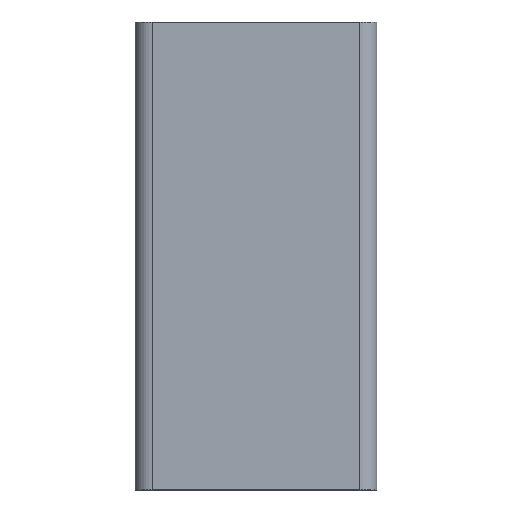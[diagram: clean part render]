
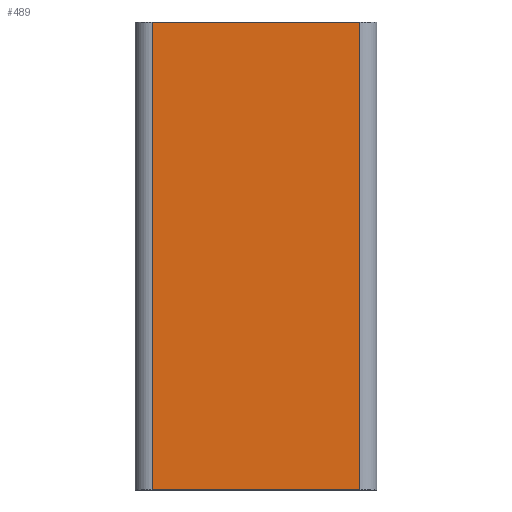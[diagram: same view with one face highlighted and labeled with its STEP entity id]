
A CAD part, top view. The second image highlights one B-rep face of the part: STEP entity #489.
In plain terms, the highlighted planar face has unit normal (0, 0, 1).
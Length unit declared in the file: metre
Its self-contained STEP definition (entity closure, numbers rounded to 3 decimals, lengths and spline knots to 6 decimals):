
#39=ORIENTED_EDGE('',*,*,#183,.T.);
#40=ORIENTED_EDGE('',*,*,#184,.T.);
#41=ORIENTED_EDGE('',*,*,#185,.F.);
#42=ORIENTED_EDGE('',*,*,#186,.T.);
#183=EDGE_CURVE('',#255,#256,#303,.T.);
#184=EDGE_CURVE('',#256,#257,#304,.T.);
#185=EDGE_CURVE('',#258,#257,#305,.T.);
#186=EDGE_CURVE('',#258,#255,#306,.F.);
#255=VERTEX_POINT('',#723);
#256=VERTEX_POINT('',#724);
#257=VERTEX_POINT('',#726);
#258=VERTEX_POINT('',#728);
#303=LINE('',#722,#357);
#304=LINE('',#725,#358);
#305=LINE('',#727,#359);
#306=LINE('',#729,#360);
#357=VECTOR('',#578,1.);
#358=VECTOR('',#579,1.);
#359=VECTOR('',#580,1.);
#360=VECTOR('',#581,1.);
#411=EDGE_LOOP('',(#39,#40,#41,#42));
#441=FACE_BOUND('',#411,.T.);
#471=PLANE('',#529);
#489=ADVANCED_FACE('',(#441),#471,.T.);
#529=AXIS2_PLACEMENT_3D('',#721,#576,#577);
#576=DIRECTION('',(0.,0.,1.));
#577=DIRECTION('',(1.,0.,0.));
#578=DIRECTION('',(-1.,0.,0.));
#579=DIRECTION('',(0.,-1.,0.));
#580=DIRECTION('',(-1.,0.,0.));
#581=DIRECTION('',(0.,-1.,0.));
#721=CARTESIAN_POINT('',(0.,0.,0.02));
#722=CARTESIAN_POINT('',(0.,0.0412,0.02));
#723=CARTESIAN_POINT('',(0.0183,0.0412,0.02));
#724=CARTESIAN_POINT('',(-0.0183,0.0412,0.02));
#725=CARTESIAN_POINT('',(-0.0183,-0.0412,0.02));
#726=CARTESIAN_POINT('',(-0.0183,-0.0412,0.02));
#727=CARTESIAN_POINT('',(0.,-0.0412,0.02));
#728=CARTESIAN_POINT('',(0.0183,-0.0412,0.02));
#729=CARTESIAN_POINT('',(0.0183,0.,0.02));
